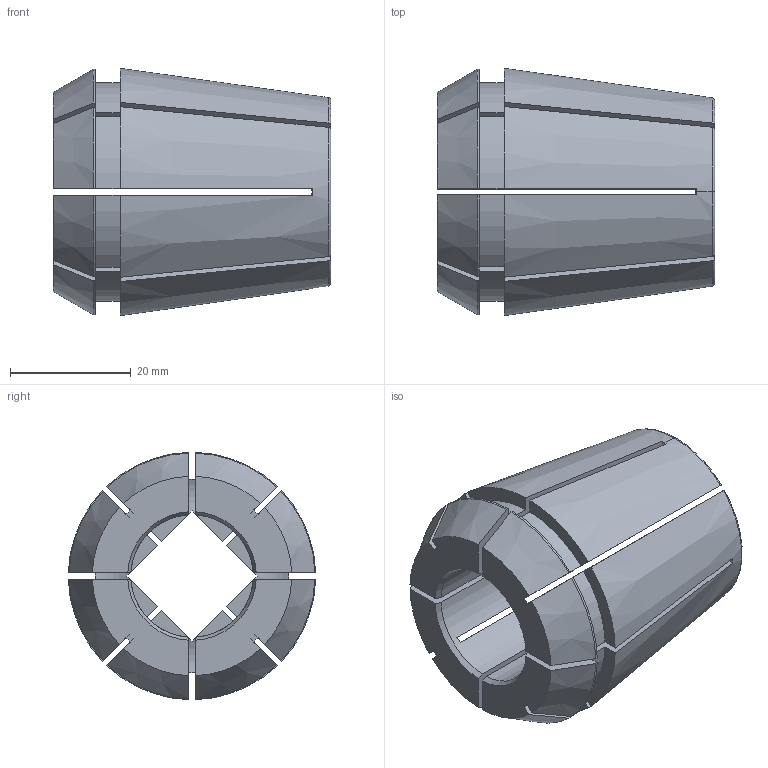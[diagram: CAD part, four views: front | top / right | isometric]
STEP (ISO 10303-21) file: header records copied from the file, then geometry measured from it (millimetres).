
FILE_DESCRIPTION (( 'STEP AP203' ), '1' );
FILE_NAME ('ER40G藝梓-耳13.7668-20.32.STEP', '2023-07-12T11:04:00', ( '' ), ( '' ), 'SwSTEP 2.0', 'SolidWorks 2012', '' );
FILE_SCHEMA (( 'CONFIG_CONTROL_DESIGN' ));
Length unit declared in the file: millimetre
Products named in the file (1): ER40G藝梓-耳13.7668-20.32
Bounding box: 46 x 40.99 x 40.99 mm (x, y, z)
Volume: 30792.3 mm3; surface area: 15150.7 mm2
Topology: 1 solids, 1 shells, 159 faces, 475 edges, 316 vertices
Faces by surface type: plane 80, cylinder 44, cone 30, torus 5
Entity records: 5619 total; most frequent: CARTESIAN_POINT 1322, ORIENTED_EDGE 950, DIRECTION 834, EDGE_CURVE 475, VERTEX_POINT 316, AXIS2_PLACEMENT_3D 296, LINE 242, VECTOR 242
